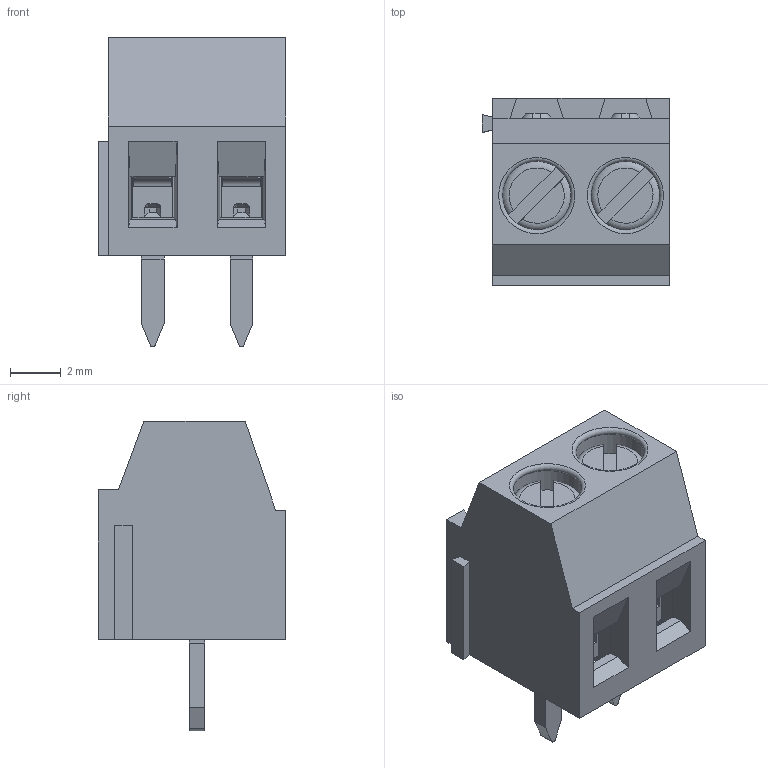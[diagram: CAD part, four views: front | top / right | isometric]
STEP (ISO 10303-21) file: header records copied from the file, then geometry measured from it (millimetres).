
FILE_DESCRIPTION(('STEP AP214'), '1');
FILE_NAME('DG381', '2019-09-29T20:15:47', ('AF'), (''), 'UNSPECIFIED', 'UNSPECIFIED', '');
FILE_SCHEMA(('AUTOMOTIVE_DESIGN { 1 0 10303 214 3 1 1}'));
Length unit declared in the file: millimetre
Assembly tree (6 placements, depth 2):
  (unnamed)
    (unnamed)  x2
    (unnamed)  x2
    (unnamed)  x2
Bounding box: 7.4 x 7.4 x 12.2 mm (x, y, z)
Volume: 272.9 mm3; surface area: 950.6 mm2
Topology: 7 solids, 7 shells, 242 faces, 600 edges, 372 vertices
Faces by surface type: plane 200, cylinder 26, cone 10, torus 6
Full cylindrical faces by diameter (mm): 1.4 x2, 1.5 x2, 2 x2, 2.2 x2, 2.8 x2, 3 x2
Entity records: 6407 total; most frequent: CARTESIAN_POINT 875, ORIENTED_EDGE 802, DIRECTION 785, EDGE_CURVE 401, LINE 353, VECTOR 353, VERTEX_POINT 258, AXIS2_PLACEMENT_3D 216
